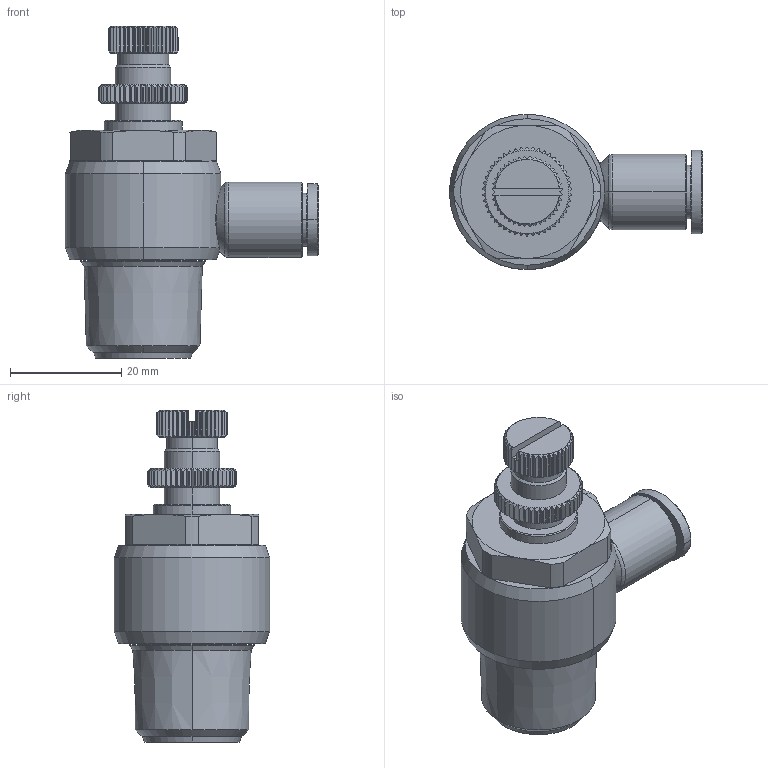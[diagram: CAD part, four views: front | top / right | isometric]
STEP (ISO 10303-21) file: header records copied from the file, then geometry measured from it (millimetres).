
FILE_DESCRIPTION (( 'STEP AP214' ), '1' );
FILE_NAME ('NSE08-04IN.STEP', '2015-10-26T16:01:19', ( '' ), ( '' ), 'SwSTEP 2.0', 'SolidWorks 2015', '' );
FILE_SCHEMA (( 'AUTOMOTIVE_DESIGN' ));
Length unit declared in the file: millimetre
Products named in the file (2): NSE08-04IN; ｦ+ﾃｦ1
Assembly tree (1 placements, depth 2):
  NSE08-04IN
    ｦ+ﾃｦ1
Bounding box: 45.6 x 28 x 59.8 mm (x, y, z)
Volume: 23107.1 mm3; surface area: 7403 mm2
Topology: 1 solids, 1 shells, 864 faces, 2289 edges, 1456 vertices
Faces by surface type: plane 531, cylinder 171, cone 128, bspline 33, torus 1
Entity records: 29465 total; most frequent: CARTESIAN_POINT 8421, ORIENTED_EDGE 4578, DIRECTION 3814, EDGE_CURVE 2289, VERTEX_POINT 1456, LINE 1366, VECTOR 1366, AXIS2_PLACEMENT_3D 1224
